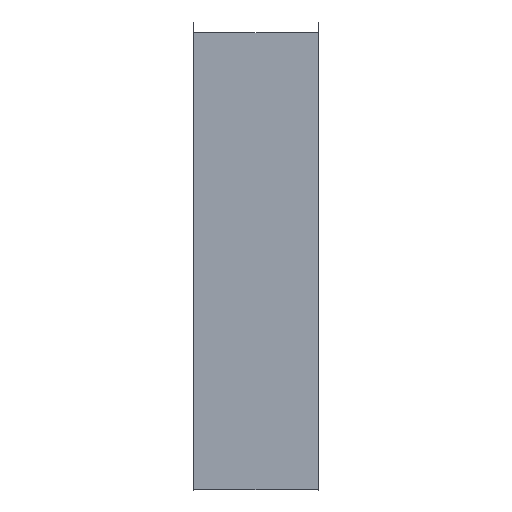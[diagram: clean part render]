
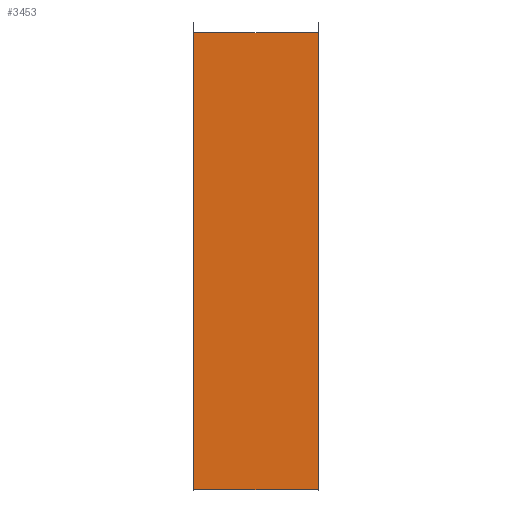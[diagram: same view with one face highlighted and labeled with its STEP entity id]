
A CAD part, top view. The second image highlights one B-rep face of the part: STEP entity #3453.
In plain terms, the highlighted planar face has unit normal (0, 0, 1).
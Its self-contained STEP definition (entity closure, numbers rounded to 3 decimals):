
#15=FACE_BOUND($,#4303,.T.);
#16=FACE_BOUND($,#4304,.T.);
#17=FACE_BOUND($,#4305,.T.);
#18=FACE_BOUND($,#4306,.T.);
#19=FACE_BOUND($,#4307,.T.);
#20=FACE_BOUND($,#4308,.T.);
#3453=ADVANCED_FACE($,(#3876,#15,#16,#17,#18,#19,#20),#6411,.T.);
#3876=FACE_OUTER_BOUND($,#4302,.T.);
#4302=EDGE_LOOP($,(#4878));
#4303=EDGE_LOOP($,(#4879));
#4304=EDGE_LOOP($,(#4880));
#4305=EDGE_LOOP($,(#4881));
#4306=EDGE_LOOP($,(#4882));
#4307=EDGE_LOOP($,(#4883));
#4308=EDGE_LOOP($,(#4884));
#4878=ORIENTED_EDGE($,*,*,#5454,.T.);
#4879=ORIENTED_EDGE($,*,*,#5455,.T.);
#4880=ORIENTED_EDGE($,*,*,#5456,.T.);
#4881=ORIENTED_EDGE($,*,*,#5457,.T.);
#4882=ORIENTED_EDGE($,*,*,#5458,.T.);
#4883=ORIENTED_EDGE($,*,*,#5459,.T.);
#4884=ORIENTED_EDGE($,*,*,#5460,.T.);
#5454=EDGE_CURVE($,#6030,#6030,#7893,.T.);
#5455=EDGE_CURVE($,#6031,#6031,#7894,.T.);
#5456=EDGE_CURVE($,#6032,#6032,#7895,.T.);
#5457=EDGE_CURVE($,#6033,#6033,#8141,.T.);
#5458=EDGE_CURVE($,#6034,#6034,#8142,.T.);
#5459=EDGE_CURVE($,#6035,#6035,#8143,.T.);
#5460=EDGE_CURVE($,#6036,#6036,#8144,.T.);
#6030=VERTEX_POINT($,#21579);
#6031=VERTEX_POINT($,#21580);
#6032=VERTEX_POINT($,#21581);
#6033=VERTEX_POINT($,#21582);
#6034=VERTEX_POINT($,#21583);
#6035=VERTEX_POINT($,#21584);
#6036=VERTEX_POINT($,#21585);
#6411=PLANE($,#14453);
#7893=B_SPLINE_CURVE_WITH_KNOTS($,1,(#21507,#21508,#21509,#21510,#21511,
#21512,#21513,#21514,#21515,#21516,#21517,#21518,#21519,#21520,#21521,#21522,
#21523,#21524,#21525,#21526,#21527,#21528,#21529,#21530,#21531),.UNSPECIFIED.,
.T.,.F.,(2,1,1,1,1,1,1,1,1,1,1,1,1,1,1,1,1,1,1,1,1,1,1,1,2),(0.,1.,2.,3.,
4.,5.,6.,7.,8.,9.,10.,11.,12.,13.,14.,15.,16.,17.,18.,19.,20.,21.,22.,23.,
24.),.UNSPECIFIED.);
#7894=B_SPLINE_CURVE_WITH_KNOTS($,1,(#21532,#21533,#21534,#21535,#21536),
.UNSPECIFIED.,.T.,.F.,(2,1,1,1,2),(0.,1.,2.,3.,4.),.UNSPECIFIED.);
#7895=B_SPLINE_CURVE_WITH_KNOTS($,1,(#21537,#21538,#21539,#21540,#21541),
.UNSPECIFIED.,.T.,.F.,(2,1,1,1,2),(0.,1.,2.,3.,4.),.UNSPECIFIED.);
#8141=(
BOUNDED_CURVE()
B_SPLINE_CURVE(2,(#21542,#21543,#21544,#21545,#21546,#21547,#21548,#21549,
#21550),.UNSPECIFIED.,.T.,.F.)
B_SPLINE_CURVE_WITH_KNOTS((3,2,2,2,3),(0.,1.571,3.142,
4.712,6.283),.UNSPECIFIED.)
CURVE()
GEOMETRIC_REPRESENTATION_ITEM()
RATIONAL_B_SPLINE_CURVE((1.,0.707,1.,0.707,1.,0.707,
1.,0.707,1.))
REPRESENTATION_ITEM($)
);
#8142=(
BOUNDED_CURVE()
B_SPLINE_CURVE(2,(#21551,#21552,#21553,#21554,#21555,#21556,#21557,#21558,
#21559),.UNSPECIFIED.,.T.,.F.)
B_SPLINE_CURVE_WITH_KNOTS((3,2,2,2,3),(0.,1.571,3.142,
4.712,6.283),.UNSPECIFIED.)
CURVE()
GEOMETRIC_REPRESENTATION_ITEM()
RATIONAL_B_SPLINE_CURVE((1.,0.707,1.,0.707,1.,0.707,
1.,0.707,1.))
REPRESENTATION_ITEM($)
);
#8143=(
BOUNDED_CURVE()
B_SPLINE_CURVE(2,(#21560,#21561,#21562,#21563,#21564,#21565,#21566,#21567,
#21568),.UNSPECIFIED.,.T.,.F.)
B_SPLINE_CURVE_WITH_KNOTS((3,2,2,2,3),(0.,1.571,3.142,
4.712,6.283),.UNSPECIFIED.)
CURVE()
GEOMETRIC_REPRESENTATION_ITEM()
RATIONAL_B_SPLINE_CURVE((1.,0.707,1.,0.707,1.,0.707,
1.,0.707,1.))
REPRESENTATION_ITEM($)
);
#8144=(
BOUNDED_CURVE()
B_SPLINE_CURVE(2,(#21569,#21570,#21571,#21572,#21573,#21574,#21575,#21576,
#21577),.UNSPECIFIED.,.T.,.F.)
B_SPLINE_CURVE_WITH_KNOTS((3,2,2,2,3),(0.,1.571,3.142,
4.712,6.283),.UNSPECIFIED.)
CURVE()
GEOMETRIC_REPRESENTATION_ITEM()
RATIONAL_B_SPLINE_CURVE((1.,0.707,1.,0.707,1.,0.707,
1.,0.707,1.))
REPRESENTATION_ITEM($)
);
#14453=AXIS2_PLACEMENT_3D($,#21578,#14834,$);
#14834=DIRECTION($,(0.,0.,1.));
#21507=CARTESIAN_POINT($,(1.6,-15.36,0.));
#21508=CARTESIAN_POINT($,(1.6,-16.51,0.));
#21509=CARTESIAN_POINT($,(4.4,-16.51,0.));
#21510=CARTESIAN_POINT($,(4.4,-14.285,0.));
#21511=CARTESIAN_POINT($,(4.6,-14.285,0.));
#21512=CARTESIAN_POINT($,(4.6,-13.635,0.));
#21513=CARTESIAN_POINT($,(4.4,-13.635,0.));
#21514=CARTESIAN_POINT($,(4.4,-0.325,0.));
#21515=CARTESIAN_POINT($,(4.6,-0.325,0.));
#21516=CARTESIAN_POINT($,(4.6,0.325,0.));
#21517=CARTESIAN_POINT($,(4.4,0.325,0.));
#21518=CARTESIAN_POINT($,(4.4,13.635,0.));
#21519=CARTESIAN_POINT($,(4.6,13.635,0.));
#21520=CARTESIAN_POINT($,(4.6,14.285,0.));
#21521=CARTESIAN_POINT($,(4.4,14.285,0.));
#21522=CARTESIAN_POINT($,(4.4,16.51,0.));
#21523=CARTESIAN_POINT($,(1.6,16.51,0.));
#21524=CARTESIAN_POINT($,(1.6,15.36,0.));
#21525=CARTESIAN_POINT($,(-1.6,15.36,0.));
#21526=CARTESIAN_POINT($,(-1.6,16.51,0.));
#21527=CARTESIAN_POINT($,(-4.4,16.51,0.));
#21528=CARTESIAN_POINT($,(-4.4,-16.51,0.));
#21529=CARTESIAN_POINT($,(-1.6,-16.51,0.));
#21530=CARTESIAN_POINT($,(-1.6,-15.36,0.));
#21531=CARTESIAN_POINT($,(1.6,-15.36,0.));
#21532=CARTESIAN_POINT($,(-1.59,11.75,0.));
#21533=CARTESIAN_POINT($,(-0.95,11.75,0.));
#21534=CARTESIAN_POINT($,(-0.95,11.11,0.));
#21535=CARTESIAN_POINT($,(-1.59,11.11,0.));
#21536=CARTESIAN_POINT($,(-1.59,11.75,0.));
#21537=CARTESIAN_POINT($,(0.95,11.75,0.));
#21538=CARTESIAN_POINT($,(1.59,11.75,0.));
#21539=CARTESIAN_POINT($,(1.59,11.11,0.));
#21540=CARTESIAN_POINT($,(0.95,11.11,0.));
#21541=CARTESIAN_POINT($,(0.95,11.75,0.));
#21542=CARTESIAN_POINT($,(3.8,-14.285,0.));
#21543=CARTESIAN_POINT($,(3.475,-14.285,0.));
#21544=CARTESIAN_POINT($,(3.475,-13.96,0.));
#21545=CARTESIAN_POINT($,(3.475,-13.635,0.));
#21546=CARTESIAN_POINT($,(3.8,-13.635,0.));
#21547=CARTESIAN_POINT($,(4.125,-13.635,0.));
#21548=CARTESIAN_POINT($,(4.125,-13.96,0.));
#21549=CARTESIAN_POINT($,(4.125,-14.285,0.));
#21550=CARTESIAN_POINT($,(3.8,-14.285,0.));
#21551=CARTESIAN_POINT($,(-3.8,-14.285,0.));
#21552=CARTESIAN_POINT($,(-4.125,-14.285,0.));
#21553=CARTESIAN_POINT($,(-4.125,-13.96,0.));
#21554=CARTESIAN_POINT($,(-4.125,-13.635,0.));
#21555=CARTESIAN_POINT($,(-3.8,-13.635,0.));
#21556=CARTESIAN_POINT($,(-3.475,-13.635,0.));
#21557=CARTESIAN_POINT($,(-3.475,-13.96,0.));
#21558=CARTESIAN_POINT($,(-3.475,-14.285,0.));
#21559=CARTESIAN_POINT($,(-3.8,-14.285,0.));
#21560=CARTESIAN_POINT($,(3.8,13.635,0.));
#21561=CARTESIAN_POINT($,(3.475,13.635,0.));
#21562=CARTESIAN_POINT($,(3.475,13.96,0.));
#21563=CARTESIAN_POINT($,(3.475,14.285,0.));
#21564=CARTESIAN_POINT($,(3.8,14.285,0.));
#21565=CARTESIAN_POINT($,(4.125,14.285,0.));
#21566=CARTESIAN_POINT($,(4.125,13.96,0.));
#21567=CARTESIAN_POINT($,(4.125,13.635,0.));
#21568=CARTESIAN_POINT($,(3.8,13.635,0.));
#21569=CARTESIAN_POINT($,(-3.8,13.635,0.));
#21570=CARTESIAN_POINT($,(-4.125,13.635,0.));
#21571=CARTESIAN_POINT($,(-4.125,13.96,0.));
#21572=CARTESIAN_POINT($,(-4.125,14.285,0.));
#21573=CARTESIAN_POINT($,(-3.8,14.285,0.));
#21574=CARTESIAN_POINT($,(-3.475,14.285,0.));
#21575=CARTESIAN_POINT($,(-3.475,13.96,0.));
#21576=CARTESIAN_POINT($,(-3.475,13.635,0.));
#21577=CARTESIAN_POINT($,(-3.8,13.635,0.));
#21578=CARTESIAN_POINT($,(-4.49,16.84,0.));
#21579=CARTESIAN_POINT($,(1.6,-15.36,0.));
#21580=CARTESIAN_POINT($,(-1.59,11.75,0.));
#21581=CARTESIAN_POINT($,(0.95,11.75,0.));
#21582=CARTESIAN_POINT($,(3.8,-14.285,0.));
#21583=CARTESIAN_POINT($,(-3.8,-14.285,0.));
#21584=CARTESIAN_POINT($,(3.8,13.635,0.));
#21585=CARTESIAN_POINT($,(-3.8,13.635,0.));
